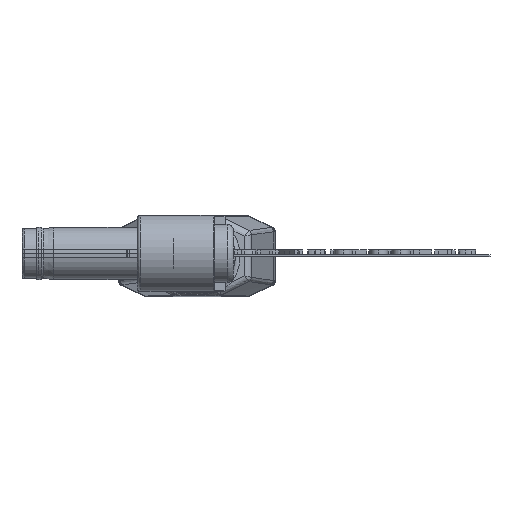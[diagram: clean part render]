
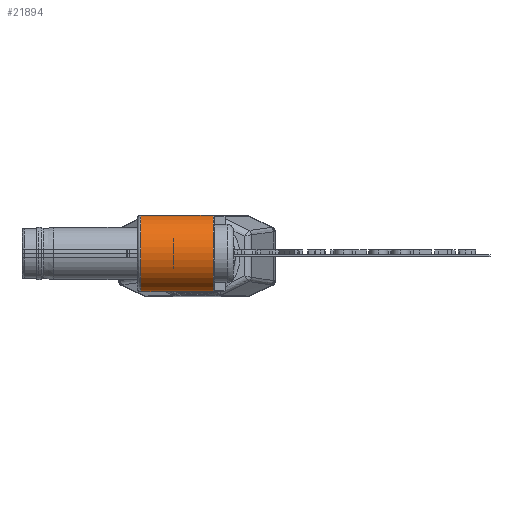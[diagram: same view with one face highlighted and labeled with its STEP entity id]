
A CAD part, top view. The second image highlights one B-rep face of the part: STEP entity #21894.
In plain terms, the highlighted cylindrical face has radius 4 mm (diameter 8 mm), a partial arc.
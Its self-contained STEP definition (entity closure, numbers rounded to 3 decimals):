
#1396 = FACE_OUTER_BOUND ( 'NONE', #14716, .T. ) ;
#1903 = CARTESIAN_POINT ( 'NONE',  ( -4., 0., 1.25 ) ) ;
#4055 = LINE ( 'NONE', #48202, #46912 ) ;
#5401 = EDGE_CURVE ( 'NONE', #37229, #34438, #36312, .T. ) ;
#5846 = VECTOR ( 'NONE', #16611, 1000. ) ;
#6750 = VERTEX_POINT ( 'NONE', #1903 ) ;
#8346 = VECTOR ( 'NONE', #32340, 1000. ) ;
#8484 = DIRECTION ( 'NONE',  ( 0., 0., -1. ) ) ;
#9175 = LINE ( 'NONE', #45665, #41000 ) ;
#10970 = CARTESIAN_POINT ( 'NONE',  ( 0., 0., 8.8 ) ) ;
#13683 = EDGE_CURVE ( 'NONE', #48897, #37229, #9175, .T. ) ;
#14716 = EDGE_LOOP ( 'NONE', ( #25566, #17946, #43451, #20216, #24446, #17512 ) ) ;
#15013 = DIRECTION ( 'NONE',  ( -1., 0., 0. ) ) ;
#15180 = DIRECTION ( 'NONE',  ( -1., 0., 0. ) ) ;
#16611 = DIRECTION ( 'NONE',  ( 0., 0., -1. ) ) ;
#17512 = ORIENTED_EDGE ( 'NONE', *, *, #32187, .F. ) ;
#17946 = ORIENTED_EDGE ( 'NONE', *, *, #13683, .T. ) ;
#18130 = EDGE_CURVE ( 'NONE', #48908, #48897, #39758, .T. ) ;
#18770 = CARTESIAN_POINT ( 'NONE',  ( -4., 0., 8.8 ) ) ;
#20216 = ORIENTED_EDGE ( 'NONE', *, *, #50972, .T. ) ;
#21894 = ADVANCED_FACE ( 'NONE', ( #1396 ), #50011, .T. ) ;
#22079 = LINE ( 'NONE', #28210, #8346 ) ;
#22641 = CARTESIAN_POINT ( 'NONE',  ( 0., 0., 1.25 ) ) ;
#22652 = CARTESIAN_POINT ( 'NONE',  ( 4., 0., 7.4 ) ) ;
#24154 = CIRCLE ( 'NONE', #26431, 4. ) ;
#24168 = CARTESIAN_POINT ( 'NONE',  ( -4., 0., 4.75 ) ) ;
#24446 = ORIENTED_EDGE ( 'NONE', *, *, #36897, .F. ) ;
#25566 = ORIENTED_EDGE ( 'NONE', *, *, #18130, .T. ) ;
#26431 = AXIS2_PLACEMENT_3D ( 'NONE', #22641, #51560, #26814 ) ;
#26814 = DIRECTION ( 'NONE',  ( 1., 0., 0. ) ) ;
#28210 = CARTESIAN_POINT ( 'NONE',  ( -4., 0., 5.9 ) ) ;
#28287 = DIRECTION ( 'NONE',  ( 0., 0., -1. ) ) ;
#30995 = CARTESIAN_POINT ( 'NONE',  ( 4., 0., 1.25 ) ) ;
#32187 = EDGE_CURVE ( 'NONE', #48908, #44890, #22079, .T. ) ;
#32340 = DIRECTION ( 'NONE',  ( 0., 0., -1. ) ) ;
#34438 = VERTEX_POINT ( 'NONE', #30995 ) ;
#36312 = LINE ( 'NONE', #41412, #5846 ) ;
#36496 = AXIS2_PLACEMENT_3D ( 'NONE', #39668, #52104, #15013 ) ;
#36897 = EDGE_CURVE ( 'NONE', #44890, #6750, #4055, .T. ) ;
#37229 = VERTEX_POINT ( 'NONE', #22652 ) ;
#39668 = CARTESIAN_POINT ( 'NONE',  ( 0., 0., 5.9 ) ) ;
#39758 = CIRCLE ( 'NONE', #47374, 4. ) ;
#40005 = DIRECTION ( 'NONE',  ( 0., 0., -1. ) ) ;
#41000 = VECTOR ( 'NONE', #8484, 1000. ) ;
#41412 = CARTESIAN_POINT ( 'NONE',  ( 4., 0., 5.9 ) ) ;
#43451 = ORIENTED_EDGE ( 'NONE', *, *, #5401, .T. ) ;
#43560 = CARTESIAN_POINT ( 'NONE',  ( 4., 0., 8.8 ) ) ;
#44890 = VERTEX_POINT ( 'NONE', #24168 ) ;
#45665 = CARTESIAN_POINT ( 'NONE',  ( 4., 0., 5.9 ) ) ;
#46912 = VECTOR ( 'NONE', #28287, 1000. ) ;
#47374 = AXIS2_PLACEMENT_3D ( 'NONE', #10970, #40005, #15180 ) ;
#48202 = CARTESIAN_POINT ( 'NONE',  ( -4., 0., 5.9 ) ) ;
#48897 = VERTEX_POINT ( 'NONE', #43560 ) ;
#48908 = VERTEX_POINT ( 'NONE', #18770 ) ;
#50011 = CYLINDRICAL_SURFACE ( 'NONE', #36496, 4. ) ;
#50972 = EDGE_CURVE ( 'NONE', #34438, #6750, #24154, .T. ) ;
#51560 = DIRECTION ( 'NONE',  ( 0., 0., 1. ) ) ;
#52104 = DIRECTION ( 'NONE',  ( 0., 0., -1. ) ) ;
